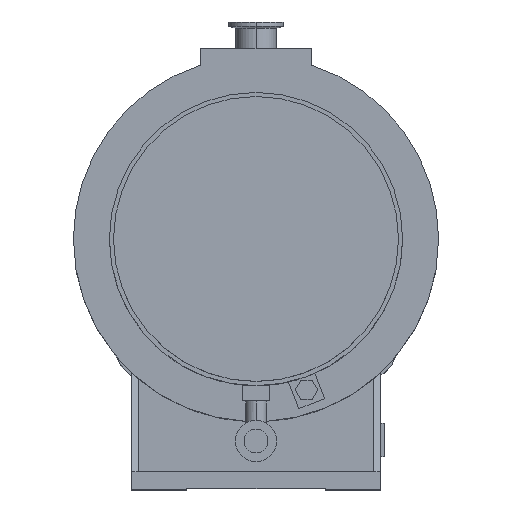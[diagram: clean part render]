
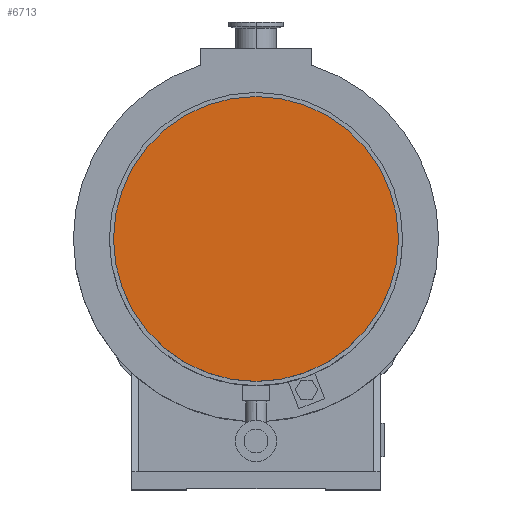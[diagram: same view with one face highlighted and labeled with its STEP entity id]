
A CAD part, top view. The second image highlights one B-rep face of the part: STEP entity #6713.
In plain terms, the highlighted planar face has unit normal (0, 0, 1).
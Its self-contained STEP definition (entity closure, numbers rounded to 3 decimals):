
#327 = EDGE_CURVE ( 'NONE', #3977, #3772, #7470, .T. ) ;
#1012 = CARTESIAN_POINT ( 'NONE',  ( 0., 0., 91.6 ) ) ;
#1244 = DIRECTION ( 'NONE',  ( 0., 0., 1. ) ) ;
#1653 = DIRECTION ( 'NONE',  ( 1., 0., 0. ) ) ;
#1812 = AXIS2_PLACEMENT_3D ( 'NONE', #1012, #6808, #1653 ) ;
#1895 = DIRECTION ( 'NONE',  ( 1., 0., 0. ) ) ;
#1958 = CARTESIAN_POINT ( 'NONE',  ( 0., 0., 91.6 ) ) ;
#2096 = EDGE_LOOP ( 'NONE', ( #2154, #7852 ) ) ;
#2154 = ORIENTED_EDGE ( 'NONE', *, *, #7521, .T. ) ;
#2196 = AXIS2_PLACEMENT_3D ( 'NONE', #1958, #1244, #2565 ) ;
#2412 = PLANE ( 'NONE',  #7874 ) ;
#2565 = DIRECTION ( 'NONE',  ( 1., 0., 0. ) ) ;
#3772 = VERTEX_POINT ( 'NONE', #4860 ) ;
#3977 = VERTEX_POINT ( 'NONE', #7021 ) ;
#4860 = CARTESIAN_POINT ( 'NONE',  ( -103., 0., 91.6 ) ) ;
#6713 = ADVANCED_FACE ( 'NONE', ( #8085 ), #2412, .T. ) ;
#6808 = DIRECTION ( 'NONE',  ( 0., 0., 1. ) ) ;
#6861 = CARTESIAN_POINT ( 'NONE',  ( 0., 0., 91.6 ) ) ;
#7021 = CARTESIAN_POINT ( 'NONE',  ( 103., 0., 91.6 ) ) ;
#7470 = CIRCLE ( 'NONE', #2196, 103. ) ;
#7521 = EDGE_CURVE ( 'NONE', #3772, #3977, #7698, .T. ) ;
#7640 = DIRECTION ( 'NONE',  ( 0., 0., 1. ) ) ;
#7698 = CIRCLE ( 'NONE', #1812, 103. ) ;
#7852 = ORIENTED_EDGE ( 'NONE', *, *, #327, .T. ) ;
#7874 = AXIS2_PLACEMENT_3D ( 'NONE', #6861, #7640, #1895 ) ;
#8085 = FACE_OUTER_BOUND ( 'NONE', #2096, .T. ) ;
